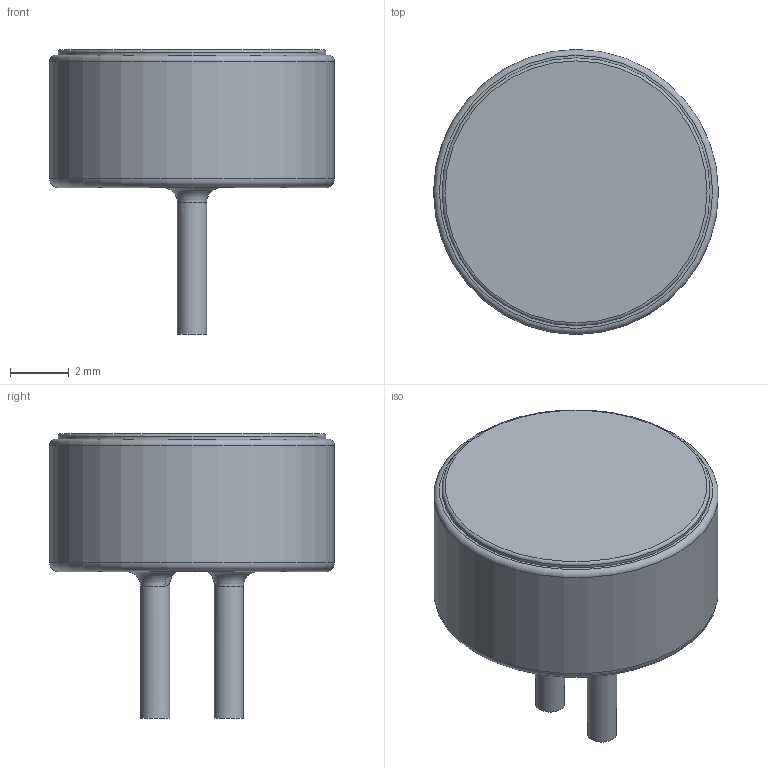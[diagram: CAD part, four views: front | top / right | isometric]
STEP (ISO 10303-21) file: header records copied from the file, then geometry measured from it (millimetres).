
FILE_DESCRIPTION(('FreeCAD Model'),'2;1');
FILE_NAME('microElectrelet.step', '2020-07-05T12:06:49',('Author'),(''), 'Open CASCADE STEP processor 7.3','FreeCAD','Unknown');
FILE_SCHEMA(('AUTOMOTIVE_DESIGN { 1 0 10303 214 1 1 1 1 }'));
Length unit declared in the file: millimetre
Products named in the file (1): Pad005
Bounding box: 9.7 x 9.7 x 9.7 mm (x, y, z)
Volume: 346.5 mm3; surface area: 325.8 mm2
Topology: 1 solids, 1 shells, 35 faces, 78 edges, 48 vertices
Faces by surface type: torus 12, plane 11, cylinder 10, bspline 2
Full cylindrical faces by diameter (mm): 1 x2, 9.121 x1, 9.7 x1
Entity records: 2576 total; most frequent: CARTESIAN_POINT 796, DIRECTION 276, ORIENTED_EDGE 156, PCURVE 156, DEFINITIONAL_REPRESENTATION 156, LINE 114, VECTOR 114, EDGE_CURVE 78
